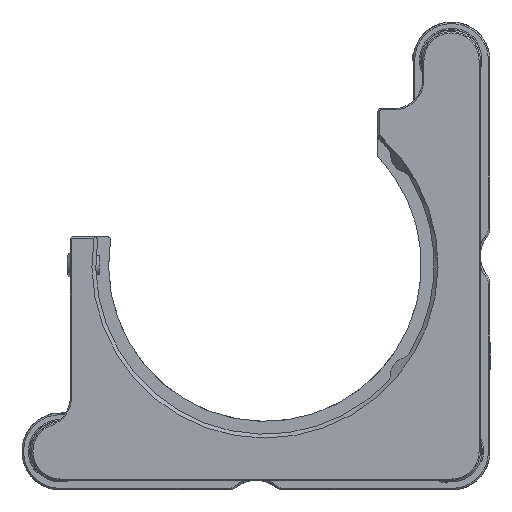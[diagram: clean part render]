
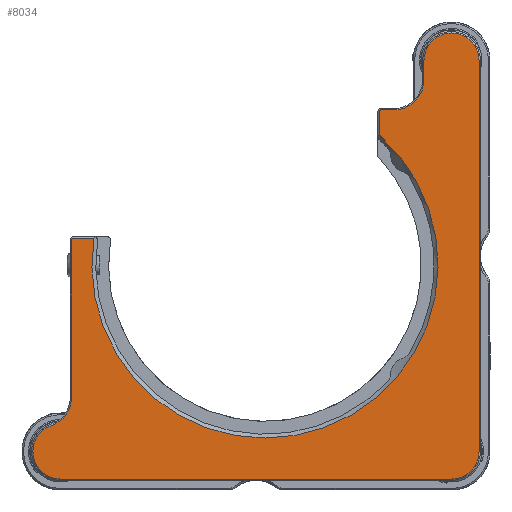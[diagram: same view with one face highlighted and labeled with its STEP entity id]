
A CAD part, left-side view. The second image highlights one B-rep face of the part: STEP entity #8034.
In plain terms, the highlighted planar face has unit normal (-1, 0, 0).
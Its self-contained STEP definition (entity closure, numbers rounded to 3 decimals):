
#109 = DIRECTION ( 'NONE',  ( 0., 0., -1. ) ) ;
#133 = VERTEX_POINT ( 'NONE', #32212 ) ;
#230 = DIRECTION ( 'NONE',  ( -1., 0., 0. ) ) ;
#1104 = LINE ( 'NONE', #33962, #4536 ) ;
#1130 = CIRCLE ( 'NONE', #17788, 4.7 ) ;
#1292 = DIRECTION ( 'NONE',  ( 0., 1., 0. ) ) ;
#1708 = ORIENTED_EDGE ( 'NONE', *, *, #31979, .T. ) ;
#1709 = CARTESIAN_POINT ( 'NONE',  ( -15.976, -31.817, 86.8 ) ) ;
#1952 = CARTESIAN_POINT ( 'NONE',  ( -15.976, -36.117, 82.5 ) ) ;
#2040 = AXIS2_PLACEMENT_3D ( 'NONE', #32900, #230, #8354 ) ;
#2100 = CARTESIAN_POINT ( 'NONE',  ( -15.976, 27.446, 29.998 ) ) ;
#2411 = DIRECTION ( 'NONE',  ( 0., 0., 1. ) ) ;
#2511 = DIRECTION ( 'NONE',  ( 0., 0., 1. ) ) ;
#2734 = AXIS2_PLACEMENT_3D ( 'NONE', #6656, #9455, #12166 ) ;
#2848 = EDGE_CURVE ( 'NONE', #22568, #133, #14147, .T. ) ;
#3218 = EDGE_CURVE ( 'NONE', #21866, #35258, #33699, .T. ) ;
#3307 = FACE_OUTER_BOUND ( 'NONE', #28755, .T. ) ;
#3601 = AXIS2_PLACEMENT_3D ( 'NONE', #27975, #30242, #30710 ) ;
#3693 = CARTESIAN_POINT ( 'NONE',  ( -15.976, -36.117, 21.5 ) ) ;
#3873 = DIRECTION ( 'NONE',  ( 0., 0., 1. ) ) ;
#3910 = VECTOR ( 'NONE', #109, 1000. ) ;
#4202 = CIRCLE ( 'NONE', #2040, 4.3 ) ;
#4291 = ORIENTED_EDGE ( 'NONE', *, *, #8553, .T. ) ;
#4526 = CARTESIAN_POINT ( 'NONE',  ( -15.976, -2.717, 50.6 ) ) ;
#4536 = VECTOR ( 'NONE', #3873, 1000. ) ;
#4994 = CARTESIAN_POINT ( 'NONE',  ( -15.976, -20.817, 74.8 ) ) ;
#5561 = CARTESIAN_POINT ( 'NONE',  ( -15.976, -27.517, 79.5 ) ) ;
#5683 = EDGE_CURVE ( 'NONE', #32521, #22813, #28897, .T. ) ;
#5995 = LINE ( 'NONE', #11214, #15864 ) ;
#6049 = ORIENTED_EDGE ( 'NONE', *, *, #25931, .T. ) ;
#6149 = ORIENTED_EDGE ( 'NONE', *, *, #21067, .T. ) ;
#6378 = DIRECTION ( 'NONE',  ( 1., 0., 0. ) ) ;
#6502 = AXIS2_PLACEMENT_3D ( 'NONE', #8266, #24719, #2511 ) ;
#6656 = CARTESIAN_POINT ( 'NONE',  ( -15.976, -22.817, 79.5 ) ) ;
#6806 = CARTESIAN_POINT ( 'NONE',  ( -15.976, 27.146, 54.8 ) ) ;
#7067 = LINE ( 'NONE', #2100, #35226 ) ;
#7305 = DIRECTION ( 'NONE',  ( 0., 0., 1. ) ) ;
#7770 = VECTOR ( 'NONE', #22433, 1000. ) ;
#8034 = ADVANCED_FACE ( 'NONE', ( #3307 ), #27573, .T. ) ;
#8177 = LINE ( 'NONE', #11465, #7770 ) ;
#8266 = CARTESIAN_POINT ( 'NONE',  ( -15.976, 29.183, 21.5 ) ) ;
#8331 = EDGE_CURVE ( 'NONE', #35258, #32521, #25516, .T. ) ;
#8354 = DIRECTION ( 'NONE',  ( 0., 0., 1. ) ) ;
#8553 = EDGE_CURVE ( 'NONE', #19603, #22662, #1104, .T. ) ;
#8615 = CIRCLE ( 'NONE', #3601, 4.3 ) ;
#8867 = CIRCLE ( 'NONE', #10607, 27. ) ;
#8934 = CARTESIAN_POINT ( 'NONE',  ( -15.976, 32.146, 29.998 ) ) ;
#9246 = AXIS2_PLACEMENT_3D ( 'NONE', #16533, #18880, #11164 ) ;
#9455 = DIRECTION ( 'NONE',  ( 1., 0., 0. ) ) ;
#9461 = VERTEX_POINT ( 'NONE', #14742 ) ;
#9868 = CARTESIAN_POINT ( 'NONE',  ( -15.976, -31.817, 17.2 ) ) ;
#10314 = EDGE_CURVE ( 'NONE', #26427, #15003, #5995, .T. ) ;
#10607 = AXIS2_PLACEMENT_3D ( 'NONE', #4526, #34236, #7305 ) ;
#10716 = VECTOR ( 'NONE', #1292, 1000. ) ;
#11164 = DIRECTION ( 'NONE',  ( 0., 0., 1. ) ) ;
#11186 = CARTESIAN_POINT ( 'NONE',  ( -15.976, 30.599, 25.56 ) ) ;
#11214 = CARTESIAN_POINT ( 'NONE',  ( -15.976, -31.817, 17.2 ) ) ;
#11465 = CARTESIAN_POINT ( 'NONE',  ( -15.976, -20.517, 70.5 ) ) ;
#12166 = DIRECTION ( 'NONE',  ( 0., 0., 1. ) ) ;
#12946 = ORIENTED_EDGE ( 'NONE', *, *, #27597, .T. ) ;
#13753 = DIRECTION ( 'NONE',  ( -1., 0., 0. ) ) ;
#14147 = LINE ( 'NONE', #6806, #10716 ) ;
#14742 = CARTESIAN_POINT ( 'NONE',  ( -15.976, 27.446, 54.5 ) ) ;
#14927 = CIRCLE ( 'NONE', #35006, 0.3 ) ;
#15003 = VERTEX_POINT ( 'NONE', #9868 ) ;
#15020 = ORIENTED_EDGE ( 'NONE', *, *, #21739, .T. ) ;
#15107 = ORIENTED_EDGE ( 'NONE', *, *, #2848, .T. ) ;
#15298 = CIRCLE ( 'NONE', #9246, 4.3 ) ;
#15536 = CARTESIAN_POINT ( 'NONE',  ( -15.976, -22.817, 74.8 ) ) ;
#15864 = VECTOR ( 'NONE', #29920, 1000. ) ;
#15956 = DIRECTION ( 'NONE',  ( 0., 0., 1. ) ) ;
#16277 = EDGE_CURVE ( 'NONE', #22662, #20962, #8615, .T. ) ;
#16389 = CARTESIAN_POINT ( 'NONE',  ( -15.976, 29.183, 21.5 ) ) ;
#16533 = CARTESIAN_POINT ( 'NONE',  ( -15.976, -31.817, 21.5 ) ) ;
#16756 = ORIENTED_EDGE ( 'NONE', *, *, #16277, .T. ) ;
#17029 = EDGE_CURVE ( 'NONE', #20962, #34452, #4202, .T. ) ;
#17186 = ORIENTED_EDGE ( 'NONE', *, *, #5683, .T. ) ;
#17788 = AXIS2_PLACEMENT_3D ( 'NONE', #8934, #6378, #22878 ) ;
#18017 = CARTESIAN_POINT ( 'NONE',  ( -15.976, 27.446, 29.998 ) ) ;
#18761 = DIRECTION ( 'NONE',  ( -1., 0., 0. ) ) ;
#18784 = ORIENTED_EDGE ( 'NONE', *, *, #8331, .T. ) ;
#18880 = DIRECTION ( 'NONE',  ( -1., 0., 0. ) ) ;
#19086 = VECTOR ( 'NONE', #29454, 1000. ) ;
#19568 = DIRECTION ( 'NONE',  ( 0., 0., 1. ) ) ;
#19603 = VERTEX_POINT ( 'NONE', #3693 ) ;
#20498 = CARTESIAN_POINT ( 'NONE',  ( -15.976, -27.517, 79.5 ) ) ;
#20962 = VERTEX_POINT ( 'NONE', #1709 ) ;
#21067 = EDGE_CURVE ( 'NONE', #133, #9461, #14927, .T. ) ;
#21225 = EDGE_CURVE ( 'NONE', #15003, #19603, #15298, .T. ) ;
#21584 = EDGE_CURVE ( 'NONE', #22568, #35288, #8867, .T. ) ;
#21739 = EDGE_CURVE ( 'NONE', #29349, #21898, #22514, .T. ) ;
#21866 = VERTEX_POINT ( 'NONE', #20498 ) ;
#21898 = VERTEX_POINT ( 'NONE', #25888 ) ;
#21972 = DIRECTION ( 'NONE',  ( 0., 0., 1. ) ) ;
#22190 = EDGE_CURVE ( 'NONE', #34452, #21866, #32559, .T. ) ;
#22433 = DIRECTION ( 'NONE',  ( 0., 0., -1. ) ) ;
#22514 = CIRCLE ( 'NONE', #34786, 4.3 ) ;
#22568 = VERTEX_POINT ( 'NONE', #26415 ) ;
#22662 = VERTEX_POINT ( 'NONE', #1952 ) ;
#22813 = VERTEX_POINT ( 'NONE', #24222 ) ;
#22878 = DIRECTION ( 'NONE',  ( 0., 0., 1. ) ) ;
#23567 = CARTESIAN_POINT ( 'NONE',  ( -15.976, -27.517, 82.5 ) ) ;
#24104 = ORIENTED_EDGE ( 'NONE', *, *, #21225, .T. ) ;
#24129 = ORIENTED_EDGE ( 'NONE', *, *, #17029, .T. ) ;
#24222 = CARTESIAN_POINT ( 'NONE',  ( -15.976, -20.517, 74.5 ) ) ;
#24719 = DIRECTION ( 'NONE',  ( -1., 0., 0. ) ) ;
#25456 = CARTESIAN_POINT ( 'NONE',  ( -15.976, -20.817, 74.8 ) ) ;
#25516 = LINE ( 'NONE', #4994, #19086 ) ;
#25888 = CARTESIAN_POINT ( 'NONE',  ( -15.976, 33.483, 21.5 ) ) ;
#25931 = EDGE_CURVE ( 'NONE', #9461, #27297, #7067, .T. ) ;
#26018 = ORIENTED_EDGE ( 'NONE', *, *, #10314, .T. ) ;
#26415 = CARTESIAN_POINT ( 'NONE',  ( -15.976, 23.954, 54.8 ) ) ;
#26427 = VERTEX_POINT ( 'NONE', #32382 ) ;
#26988 = CARTESIAN_POINT ( 'NONE',  ( -15.976, 27.146, 54.5 ) ) ;
#27297 = VERTEX_POINT ( 'NONE', #18017 ) ;
#27573 = PLANE ( 'NONE',  #34481 ) ;
#27597 = EDGE_CURVE ( 'NONE', #22813, #35288, #8177, .T. ) ;
#27938 = CARTESIAN_POINT ( 'NONE',  ( -15.976, -1.317, 52. ) ) ;
#27975 = CARTESIAN_POINT ( 'NONE',  ( -15.976, -31.817, 82.5 ) ) ;
#28376 = EDGE_CURVE ( 'NONE', #21898, #26427, #29403, .T. ) ;
#28755 = EDGE_LOOP ( 'NONE', ( #32535, #15107, #6149, #6049, #1708, #15020, #30304, #26018, #24104, #4291, #16756, #24129, #30027, #32866, #18784, #17186, #12946 ) ) ;
#28861 = CARTESIAN_POINT ( 'NONE',  ( -15.976, -20.517, 70.902 ) ) ;
#28897 = CIRCLE ( 'NONE', #29391, 0.3 ) ;
#29349 = VERTEX_POINT ( 'NONE', #11186 ) ;
#29391 = AXIS2_PLACEMENT_3D ( 'NONE', #34725, #34850, #2411 ) ;
#29403 = CIRCLE ( 'NONE', #6502, 4.3 ) ;
#29454 = DIRECTION ( 'NONE',  ( 0., 1., 0. ) ) ;
#29920 = DIRECTION ( 'NONE',  ( 0., -1., 0. ) ) ;
#30027 = ORIENTED_EDGE ( 'NONE', *, *, #22190, .T. ) ;
#30242 = DIRECTION ( 'NONE',  ( -1., 0., 0. ) ) ;
#30304 = ORIENTED_EDGE ( 'NONE', *, *, #28376, .T. ) ;
#30710 = DIRECTION ( 'NONE',  ( 0., 0., 1. ) ) ;
#31979 = EDGE_CURVE ( 'NONE', #27297, #29349, #1130, .T. ) ;
#32175 = DIRECTION ( 'NONE',  ( 0., 0., -1. ) ) ;
#32212 = CARTESIAN_POINT ( 'NONE',  ( -15.976, 27.146, 54.8 ) ) ;
#32382 = CARTESIAN_POINT ( 'NONE',  ( -15.976, 29.183, 17.2 ) ) ;
#32521 = VERTEX_POINT ( 'NONE', #25456 ) ;
#32535 = ORIENTED_EDGE ( 'NONE', *, *, #21584, .F. ) ;
#32559 = LINE ( 'NONE', #5561, #3910 ) ;
#32866 = ORIENTED_EDGE ( 'NONE', *, *, #3218, .T. ) ;
#32900 = CARTESIAN_POINT ( 'NONE',  ( -15.976, -31.817, 82.5 ) ) ;
#33407 = DIRECTION ( 'NONE',  ( -1., 0., 0. ) ) ;
#33699 = CIRCLE ( 'NONE', #2734, 4.7 ) ;
#33962 = CARTESIAN_POINT ( 'NONE',  ( -15.976, -36.117, 82.5 ) ) ;
#34236 = DIRECTION ( 'NONE',  ( -1., 0., 0. ) ) ;
#34452 = VERTEX_POINT ( 'NONE', #23567 ) ;
#34481 = AXIS2_PLACEMENT_3D ( 'NONE', #27938, #33407, #19568 ) ;
#34725 = CARTESIAN_POINT ( 'NONE',  ( -15.976, -20.817, 74.5 ) ) ;
#34786 = AXIS2_PLACEMENT_3D ( 'NONE', #16389, #13753, #21972 ) ;
#34850 = DIRECTION ( 'NONE',  ( -1., 0., 0. ) ) ;
#35006 = AXIS2_PLACEMENT_3D ( 'NONE', #26988, #18761, #15956 ) ;
#35226 = VECTOR ( 'NONE', #32175, 1000. ) ;
#35258 = VERTEX_POINT ( 'NONE', #15536 ) ;
#35288 = VERTEX_POINT ( 'NONE', #28861 ) ;
